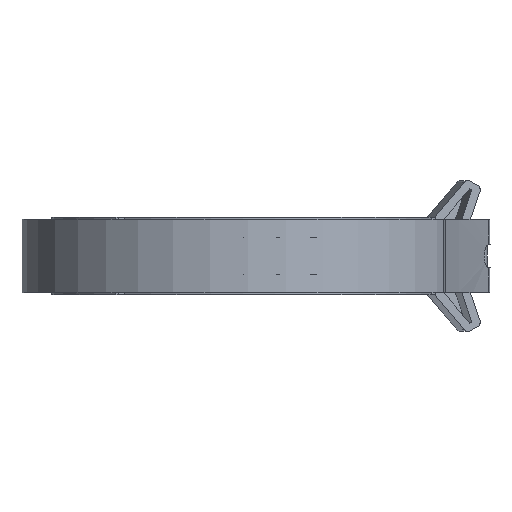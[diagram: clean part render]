
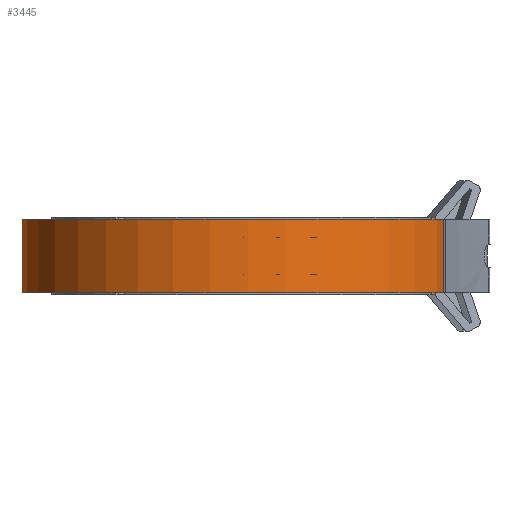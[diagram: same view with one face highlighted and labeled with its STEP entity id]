
A CAD part, left-side view. The second image highlights one B-rep face of the part: STEP entity #3445.
In plain terms, the highlighted cylindrical face has radius 67.437 mm (diameter 134.874 mm), a partial arc.
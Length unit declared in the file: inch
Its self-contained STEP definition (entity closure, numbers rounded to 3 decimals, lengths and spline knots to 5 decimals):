
#167=CYLINDRICAL_SURFACE('',#3713,2.655);
#248=FACE_OUTER_BOUND('',#450,.T.);
#450=EDGE_LOOP('',(#2312,#2313,#2314,#2315));
#663=LINE('',#5388,#876);
#673=LINE('',#5527,#886);
#876=VECTOR('',#4156,0.3937);
#886=VECTOR('',#4200,0.3937);
#1108=CIRCLE('',#3701,2.655);
#1114=CIRCLE('',#3708,2.655);
#1348=VERTEX_POINT('',#5385);
#1349=VERTEX_POINT('',#5387);
#1365=VERTEX_POINT('',#5524);
#1366=VERTEX_POINT('',#5526);
#1682=EDGE_CURVE('',#1348,#1349,#663,.T.);
#1705=EDGE_CURVE('',#1365,#1366,#673,.T.);
#1730=EDGE_CURVE('',#1349,#1366,#1108,.T.);
#1739=EDGE_CURVE('',#1365,#1348,#1114,.T.);
#2312=ORIENTED_EDGE('',*,*,#1730,.T.);
#2313=ORIENTED_EDGE('',*,*,#1705,.F.);
#2314=ORIENTED_EDGE('',*,*,#1739,.T.);
#2315=ORIENTED_EDGE('',*,*,#1682,.T.);
#3445=ADVANCED_FACE('',(#248),#167,.T.);
#3701=AXIS2_PLACEMENT_3D('',#5604,#4243,#4244);
#3708=AXIS2_PLACEMENT_3D('',#5618,#4260,#4261);
#3713=AXIS2_PLACEMENT_3D('',#5626,#4272,#4273);
#4156=DIRECTION('',(0.,0.,1.));
#4200=DIRECTION('',(0.,0.,1.));
#4243=DIRECTION('center_axis',(0.,0.,-1.));
#4244=DIRECTION('ref_axis',(0.405,-0.914,0.));
#4260=DIRECTION('center_axis',(0.,0.,1.));
#4261=DIRECTION('ref_axis',(0.405,-0.914,0.));
#4272=DIRECTION('center_axis',(0.,0.,1.));
#4273=DIRECTION('ref_axis',(0.405,-0.914,0.));
#5385=CARTESIAN_POINT('',(-0.89441,-2.49981,-0.4375));
#5387=CARTESIAN_POINT('',(-0.89441,-2.49981,0.4375));
#5388=CARTESIAN_POINT('',(-0.89441,-2.49981,0.));
#5524=CARTESIAN_POINT('',(1.07554,-2.42739,-0.4375));
#5526=CARTESIAN_POINT('',(1.07554,-2.42739,0.4375));
#5527=CARTESIAN_POINT('',(1.07554,-2.42739,0.));
#5604=CARTESIAN_POINT('Origin',(0.,0.,0.4375));
#5618=CARTESIAN_POINT('Origin',(0.,0.,-0.4375));
#5626=CARTESIAN_POINT('Origin',(0.,0.,0.));
